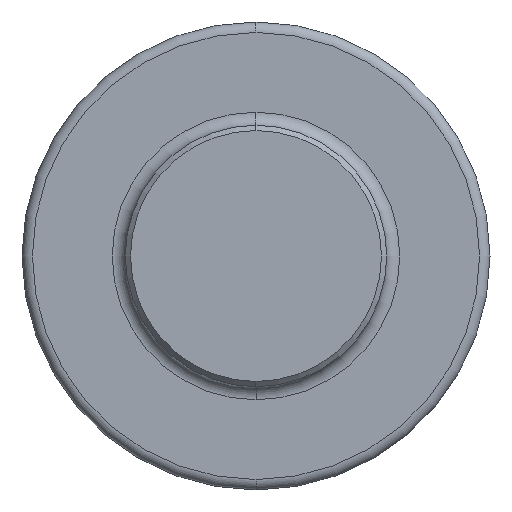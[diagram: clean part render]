
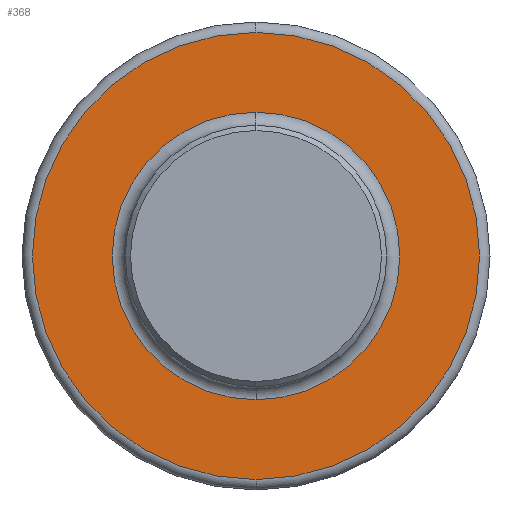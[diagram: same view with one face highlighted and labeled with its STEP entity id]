
A CAD part, left-side view. The second image highlights one B-rep face of the part: STEP entity #368.
In plain terms, the highlighted planar face has unit normal (-1, 0, 0).
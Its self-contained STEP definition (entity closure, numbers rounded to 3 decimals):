
#5 = EDGE_LOOP ( 'NONE', ( #604, #585 ) ) ;
#32 = CARTESIAN_POINT ( 'NONE',  ( -0.75, 0., 0. ) ) ;
#37 = DIRECTION ( 'NONE',  ( 0., 0., -1. ) ) ;
#54 = DIRECTION ( 'NONE',  ( 0., 0., -1. ) ) ;
#64 = VERTEX_POINT ( 'NONE', #320 ) ;
#100 = CARTESIAN_POINT ( 'NONE',  ( -0.75, 0., 0. ) ) ;
#119 = CIRCLE ( 'NONE', #540, 4.275 ) ;
#124 = CARTESIAN_POINT ( 'NONE',  ( -0.75, 0., -2.75 ) ) ;
#132 = EDGE_CURVE ( 'NONE', #416, #64, #224, .T. ) ;
#139 = PLANE ( 'NONE',  #621 ) ;
#189 = ORIENTED_EDGE ( 'NONE', *, *, #132, .T. ) ;
#195 = EDGE_CURVE ( 'NONE', #345, #398, #563, .T. ) ;
#198 = FACE_OUTER_BOUND ( 'NONE', #559, .T. ) ;
#219 = DIRECTION ( 'NONE',  ( -1., 0., 0. ) ) ;
#224 = CIRCLE ( 'NONE', #590, 4.275 ) ;
#251 = DIRECTION ( 'NONE',  ( 1., 0., 0. ) ) ;
#265 = DIRECTION ( 'NONE',  ( 1., 0., 0. ) ) ;
#306 = DIRECTION ( 'NONE',  ( 0., 0., -1. ) ) ;
#312 = CARTESIAN_POINT ( 'NONE',  ( -0.75, 0., 0. ) ) ;
#320 = CARTESIAN_POINT ( 'NONE',  ( -0.75, 0., 4.275 ) ) ;
#345 = VERTEX_POINT ( 'NONE', #389 ) ;
#368 = ADVANCED_FACE ( 'NONE', ( #198, #408 ), #139, .F. ) ;
#389 = CARTESIAN_POINT ( 'NONE',  ( -0.75, 0., 2.75 ) ) ;
#398 = VERTEX_POINT ( 'NONE', #124 ) ;
#408 = FACE_BOUND ( 'NONE', #5, .T. ) ;
#415 = CARTESIAN_POINT ( 'NONE',  ( -0.75, 0., -4.275 ) ) ;
#416 = VERTEX_POINT ( 'NONE', #415 ) ;
#441 = DIRECTION ( 'NONE',  ( 0., 0., -1. ) ) ;
#458 = CIRCLE ( 'NONE', #472, 2.75 ) ;
#466 = CARTESIAN_POINT ( 'NONE',  ( -0.75, 0., 0. ) ) ;
#472 = AXIS2_PLACEMENT_3D ( 'NONE', #32, #251, #306 ) ;
#508 = EDGE_CURVE ( 'NONE', #64, #416, #119, .T. ) ;
#540 = AXIS2_PLACEMENT_3D ( 'NONE', #312, #560, #441 ) ;
#543 = DIRECTION ( 'NONE',  ( 0., 0., -1. ) ) ;
#559 = EDGE_LOOP ( 'NONE', ( #189, #695 ) ) ;
#560 = DIRECTION ( 'NONE',  ( -1., 0., 0. ) ) ;
#563 = CIRCLE ( 'NONE', #713, 2.75 ) ;
#585 = ORIENTED_EDGE ( 'NONE', *, *, #195, .T. ) ;
#590 = AXIS2_PLACEMENT_3D ( 'NONE', #607, #219, #54 ) ;
#604 = ORIENTED_EDGE ( 'NONE', *, *, #712, .T. ) ;
#607 = CARTESIAN_POINT ( 'NONE',  ( -0.75, 0., 0. ) ) ;
#621 = AXIS2_PLACEMENT_3D ( 'NONE', #466, #633, #37 ) ;
#633 = DIRECTION ( 'NONE',  ( 1., 0., 0. ) ) ;
#695 = ORIENTED_EDGE ( 'NONE', *, *, #508, .T. ) ;
#712 = EDGE_CURVE ( 'NONE', #398, #345, #458, .T. ) ;
#713 = AXIS2_PLACEMENT_3D ( 'NONE', #100, #265, #543 ) ;
